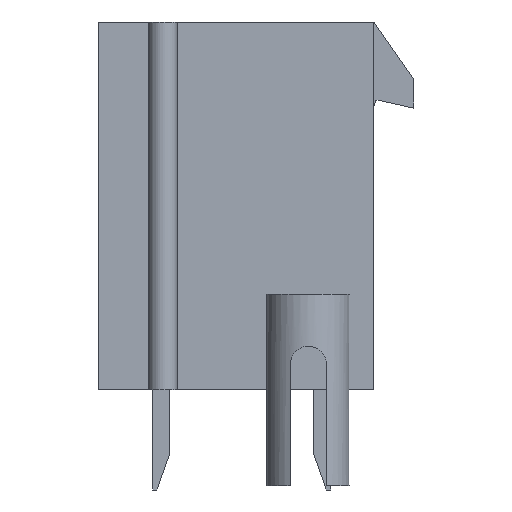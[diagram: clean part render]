
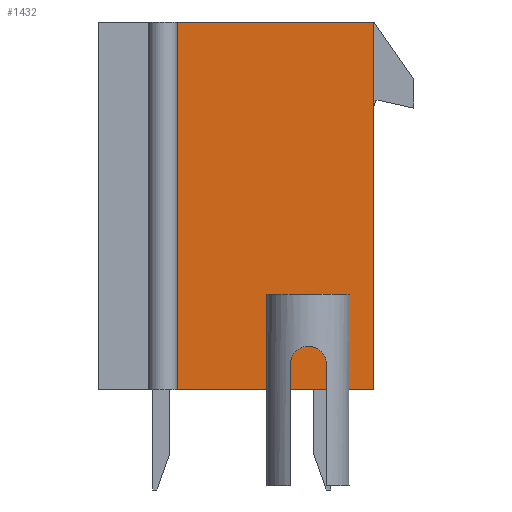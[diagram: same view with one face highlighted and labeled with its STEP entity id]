
A CAD part, left-side view. The second image highlights one B-rep face of the part: STEP entity #1432.
In plain terms, the highlighted planar face has unit normal (-1, 0, 0).
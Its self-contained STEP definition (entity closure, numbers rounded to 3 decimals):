
#1330 = VERTEX_POINT('',#1331);
#1331 = CARTESIAN_POINT('',(-2.7,-3.8,1.65));
#1340 = VERTEX_POINT('',#1341);
#1341 = CARTESIAN_POINT('',(-2.7,-6.3,1.65));
#1347 = EDGE_CURVE('',#1340,#1330,#1348,.T.);
#1348 = LINE('',#1349,#1350);
#1349 = CARTESIAN_POINT('',(-2.7,-6.3,1.65));
#1350 = VECTOR('',#1351,1.);
#1351 = DIRECTION('',(0.,1.,0.));
#1364 = VERTEX_POINT('',#1365);
#1365 = CARTESIAN_POINT('',(-2.7,-3.8,3.3));
#1371 = EDGE_CURVE('',#1330,#1364,#1372,.T.);
#1372 = LINE('',#1373,#1374);
#1373 = CARTESIAN_POINT('',(-2.7,-3.8,1.65));
#1374 = VECTOR('',#1375,1.);
#1375 = DIRECTION('',(0.,0.,1.));
#1389 = VERTEX_POINT('',#1390);
#1390 = CARTESIAN_POINT('',(-2.7,-6.3,3.3));
#1396 = EDGE_CURVE('',#1389,#1364,#1397,.T.);
#1397 = LINE('',#1398,#1399);
#1398 = CARTESIAN_POINT('',(-2.7,-6.3,3.3));
#1399 = VECTOR('',#1400,1.);
#1400 = DIRECTION('',(0.,1.,0.));
#1422 = EDGE_CURVE('',#1340,#1389,#1423,.T.);
#1423 = LINE('',#1424,#1425);
#1424 = CARTESIAN_POINT('',(-2.7,-6.3,1.65));
#1425 = VECTOR('',#1426,1.);
#1426 = DIRECTION('',(0.,0.,1.));
#1432 = ADVANCED_FACE('',(#1433,#1467),#1473,.F.);
#1433 = FACE_BOUND('',#1434,.F.);
#1434 = EDGE_LOOP('',(#1435,#1445,#1453,#1461));
#1435 = ORIENTED_EDGE('',*,*,#1436,.F.);
#1436 = EDGE_CURVE('',#1437,#1439,#1441,.T.);
#1437 = VERTEX_POINT('',#1438);
#1438 = CARTESIAN_POINT('',(-2.7,-7.35,12.8));
#1439 = VERTEX_POINT('',#1440);
#1440 = CARTESIAN_POINT('',(-2.7,-0.5,12.8));
#1441 = LINE('',#1442,#1443);
#1442 = CARTESIAN_POINT('',(-2.7,-7.35,12.8));
#1443 = VECTOR('',#1444,1.);
#1444 = DIRECTION('',(0.,1.,0.));
#1445 = ORIENTED_EDGE('',*,*,#1446,.F.);
#1446 = EDGE_CURVE('',#1447,#1437,#1449,.T.);
#1447 = VERTEX_POINT('',#1448);
#1448 = CARTESIAN_POINT('',(-2.7,-7.35,0.));
#1449 = LINE('',#1450,#1451);
#1450 = CARTESIAN_POINT('',(-2.7,-7.35,0.));
#1451 = VECTOR('',#1452,1.);
#1452 = DIRECTION('',(0.,0.,1.));
#1453 = ORIENTED_EDGE('',*,*,#1454,.T.);
#1454 = EDGE_CURVE('',#1447,#1455,#1457,.T.);
#1455 = VERTEX_POINT('',#1456);
#1456 = CARTESIAN_POINT('',(-2.7,-0.5,0.));
#1457 = LINE('',#1458,#1459);
#1458 = CARTESIAN_POINT('',(-2.7,-7.35,0.));
#1459 = VECTOR('',#1460,1.);
#1460 = DIRECTION('',(0.,1.,0.));
#1461 = ORIENTED_EDGE('',*,*,#1462,.T.);
#1462 = EDGE_CURVE('',#1455,#1439,#1463,.T.);
#1463 = LINE('',#1464,#1465);
#1464 = CARTESIAN_POINT('',(-2.7,-0.5,0.));
#1465 = VECTOR('',#1466,1.);
#1466 = DIRECTION('',(0.,0.,1.));
#1467 = FACE_BOUND('',#1468,.F.);
#1468 = EDGE_LOOP('',(#1469,#1470,#1471,#1472));
#1469 = ORIENTED_EDGE('',*,*,#1422,.T.);
#1470 = ORIENTED_EDGE('',*,*,#1396,.T.);
#1471 = ORIENTED_EDGE('',*,*,#1371,.F.);
#1472 = ORIENTED_EDGE('',*,*,#1347,.F.);
#1473 = PLANE('',#1474);
#1474 = AXIS2_PLACEMENT_3D('',#1475,#1476,#1477);
#1475 = CARTESIAN_POINT('',(-2.7,-7.35,0.));
#1476 = DIRECTION('',(1.,0.,0.));
#1477 = DIRECTION('',(0.,0.,1.));
